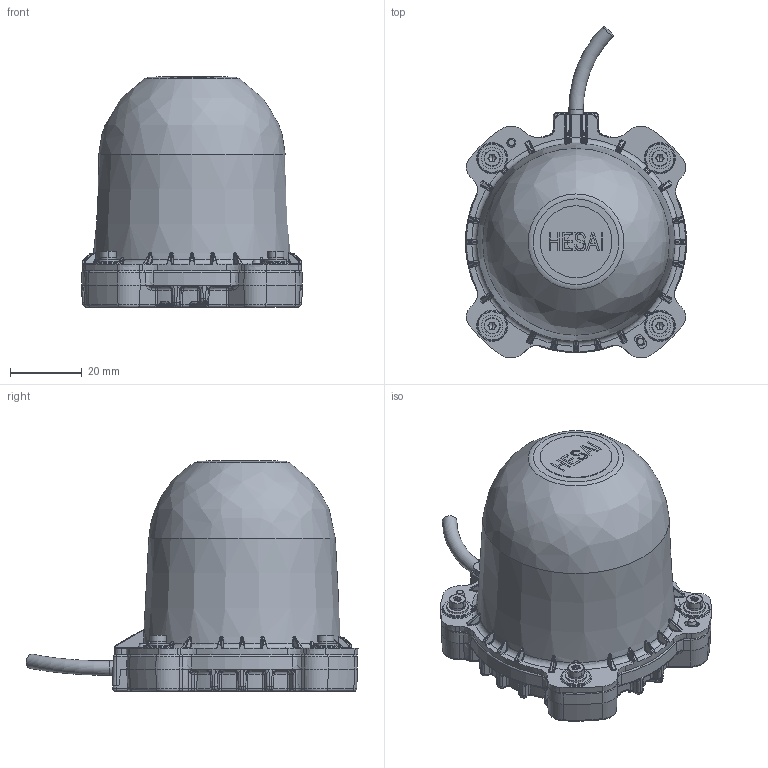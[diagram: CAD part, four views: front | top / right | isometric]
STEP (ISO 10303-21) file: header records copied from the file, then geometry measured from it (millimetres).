
FILE_DESCRIPTION(/* description */ (''),/* implementation_level */ '2;1');
FILE_NAME(/* name */ '290001667_01-5.stp',/* time_stamp */ '2024-05-30T11:12:01+08:00',/* author */ (''),/* organization */ (''),/* preprocessor_version */ 'ST-DEVELOPER v16.7',/* originating_system */ 'SIEMENS PLM Software NX 1934',/* authorisation */ '');
FILE_SCHEMA (('AUTOMOTIVE_DESIGN { 1 0 10303 214 3 1 1 1 }'));
Products named in the file (1): chen8E68CC8B8yzx
Bounding box: 61.53 x 92.43 x 64.2 mm (x, y, z)
Volume: 37929.6 mm3; surface area: 38586.9 mm2
Topology: 19 solids, 19 shells, 2095 faces, 5114 edges, 3050 vertices
Faces by surface type: bspline 699, cylinder 568, plane 451, torus 209, cone 155, sphere 12, revolution 1
Full cylindrical faces by diameter (mm): 1.6 x4, 2.05 x4, 2.5 x7, 3.7 x1, 4 x2, 4.34 x4, 5 x2, 5.026 x1, 6 x4, 7 x1, 20 x1
Entity records: 78069 total; most frequent: CARTESIAN_POINT 32257, ORIENTED_EDGE 9864, DIRECTION 8547, EDGE_CURVE 4932, AXIS2_PLACEMENT_3D 3544, VERTEX_POINT 3029, EDGE_LOOP 2256, ADVANCED_FACE 2094
